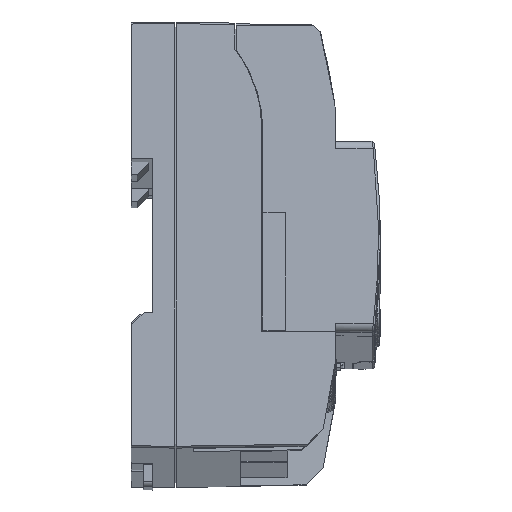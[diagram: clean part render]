
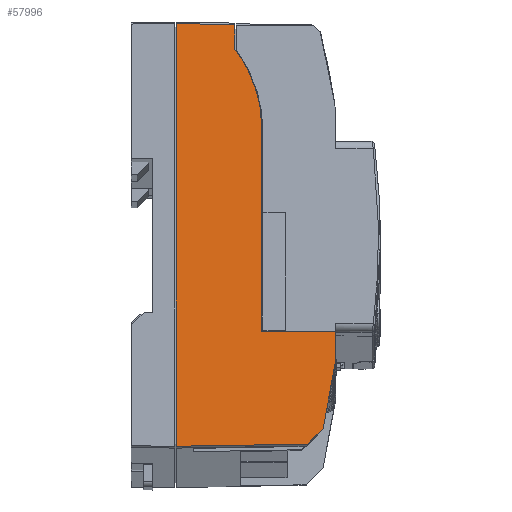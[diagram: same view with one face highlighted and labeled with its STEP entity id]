
A CAD part, front view. The second image highlights one B-rep face of the part: STEP entity #57996.
In plain terms, the highlighted face is planar.
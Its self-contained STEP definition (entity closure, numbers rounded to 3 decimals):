
#6283 = CARTESIAN_POINT ( 'NONE',  ( 37.306, -51.849, -22.624 ) ) ;
#6287 = CARTESIAN_POINT ( 'NONE',  ( 35.63, -51.878, -40.082 ) ) ;
#6290 = DIRECTION ( 'NONE',  ( -1., -0.017, 0.005 ) ) ;
#6292 = CARTESIAN_POINT ( 'NONE',  ( 37.27, -51.849, -29.455 ) ) ;
#6294 = DIRECTION ( 'NONE',  ( 0.005, 0., 1. ) ) ;
#6296 = CARTESIAN_POINT ( 'NONE',  ( 36.604, -51.861, -34.778 ) ) ;
#6297 = CARTESIAN_POINT ( 'NONE',  ( 37.27, -51.849, -29.455 ) ) ;
#6298 = CARTESIAN_POINT ( 'NONE',  ( 0., -52.5, -49.6 ) ) ;
#6299 = CARTESIAN_POINT ( 'NONE',  ( 34.348, -51.9, -45.33 ) ) ;
#6300 = CARTESIAN_POINT ( 'NONE',  ( 30.743, -51.963, -49.063 ) ) ;
#6302 = DIRECTION ( 'NONE',  ( 0.695, 0.012, 0.719 ) ) ;
#6303 = CARTESIAN_POINT ( 'NONE',  ( 13.7, -52.261, 49. ) ) ;
#6306 = DIRECTION ( 'NONE',  ( 1., 0.017, 0.017 ) ) ;
#6307 = CARTESIAN_POINT ( 'NONE',  ( 0., -52.5, 0. ) ) ;
#6309 = DIRECTION ( 'NONE',  ( 0., 0., -1. ) ) ;
#6312 = DIRECTION ( 'NONE',  ( 0., 0., -1. ) ) ;
#6412 = CARTESIAN_POINT ( 'NONE',  ( 13.7, -52.261, 49.361 ) ) ;
#6417 = DIRECTION ( 'NONE',  ( -1., -0.017, 0.017 ) ) ;
#7418 = B_SPLINE_CURVE_WITH_KNOTS ( 'NONE', 3,
 ( #41218, #41216, #41214, #41219, #41220, #41221, #41222, #41223, #41224, #41225 ),
 .UNSPECIFIED., .F., .F.,
 ( 4, 2, 2, 2, 4 ),
 ( 0., 0.25, 0.5, 0.75, 1. ),
 .UNSPECIFIED. ) ;
#14762 = EDGE_CURVE ( 'NONE', #77912, #103145, #7418, .T. ) ;
#18905 = B_SPLINE_CURVE_WITH_KNOTS ( 'NONE', 3,
 ( #6297, #6296, #6287, #6299 ),
 .UNSPECIFIED., .F., .F.,
 ( 4, 4 ),
 ( 0., 1. ),
 .UNSPECIFIED. ) ;
#20562 = EDGE_CURVE ( 'NONE', #77944, #77912, #47831, .T. ) ;
#23480 = VERTEX_POINT ( 'NONE', #57656 ) ;
#23491 = VERTEX_POINT ( 'NONE', #57700 ) ;
#26316 = ORIENTED_EDGE ( 'NONE', *, *, #74886, .F. ) ;
#26318 = ORIENTED_EDGE ( 'NONE', *, *, #74929, .T. ) ;
#26320 = ORIENTED_EDGE ( 'NONE', *, *, #74884, .T. ) ;
#26322 = ORIENTED_EDGE ( 'NONE', *, *, #74882, .T. ) ;
#26324 = ORIENTED_EDGE ( 'NONE', *, *, #74879, .T. ) ;
#26326 = ORIENTED_EDGE ( 'NONE', *, *, #74877, .F. ) ;
#26328 = ORIENTED_EDGE ( 'NONE', *, *, #74875, .T. ) ;
#26330 = ORIENTED_EDGE ( 'NONE', *, *, #74873, .T. ) ;
#26332 = ORIENTED_EDGE ( 'NONE', *, *, #20562, .T. ) ;
#26334 = ORIENTED_EDGE ( 'NONE', *, *, #14762, .T. ) ;
#28955 = EDGE_LOOP ( 'NONE', ( #26316, #26318, #26320, #26322, #26324, #26326, #26328, #26330, #26332, #26334 ) ) ;
#39948 = LINE ( 'NONE', #6283, #39957 ) ;
#39951 = LINE ( 'NONE', #6300, #39960 ) ;
#39956 = LINE ( 'NONE', #6292, #39959 ) ;
#39957 = VECTOR ( 'NONE', #6290, 1000. ) ;
#39959 = VECTOR ( 'NONE', #6294, 1000. ) ;
#39960 = VECTOR ( 'NONE', #6302, 1000. ) ;
#39961 = LINE ( 'NONE', #6298, #39962 ) ;
#39962 = VECTOR ( 'NONE', #6306, 1000. ) ;
#39963 = LINE ( 'NONE', #6307, #39966 ) ;
#39964 = LINE ( 'NONE', #6303, #39968 ) ;
#39966 = VECTOR ( 'NONE', #6309, 1000. ) ;
#39968 = VECTOR ( 'NONE', #6312, 1000. ) ;
#39975 = VECTOR ( 'NONE', #6417, 1000. ) ;
#39991 = LINE ( 'NONE', #6412, #39975 ) ;
#41214 = CARTESIAN_POINT ( 'NONE',  ( 19.864, -52.153, 28.526 ) ) ;
#41216 = CARTESIAN_POINT ( 'NONE',  ( 20., -52.151, 26.891 ) ) ;
#41218 = CARTESIAN_POINT ( 'NONE',  ( 20., -52.151, 25.245 ) ) ;
#41219 = CARTESIAN_POINT ( 'NONE',  ( 19.321, -52.163, 31.772 ) ) ;
#41220 = CARTESIAN_POINT ( 'NONE',  ( 18.917, -52.17, 33.362 ) ) ;
#41221 = CARTESIAN_POINT ( 'NONE',  ( 17.845, -52.189, 36.473 ) ) ;
#41222 = CARTESIAN_POINT ( 'NONE',  ( 17.184, -52.2, 37.974 ) ) ;
#41223 = CARTESIAN_POINT ( 'NONE',  ( 15.613, -52.227, 40.867 ) ) ;
#41224 = CARTESIAN_POINT ( 'NONE',  ( 14.714, -52.243, 42.238 ) ) ;
#41225 = CARTESIAN_POINT ( 'NONE',  ( 13.7, -52.261, 43.535 ) ) ;
#47831 = LINE ( 'NONE', #65586, #47838 ) ;
#47838 = VECTOR ( 'NONE', #65587, 1000. ) ;
#57656 = CARTESIAN_POINT ( 'NONE',  ( 0., -52.5, 49.6 ) ) ;
#57700 = CARTESIAN_POINT ( 'NONE',  ( 13.7, -52.261, 49.361 ) ) ;
#57996 = ADVANCED_FACE ( 'NONE', ( #70145 ), #92099, .T. ) ;
#61151 = CARTESIAN_POINT ( 'NONE',  ( 13.7, -52.261, 43.535 ) ) ;
#65586 = CARTESIAN_POINT ( 'NONE',  ( 20., -52.151, 0. ) ) ;
#65587 = DIRECTION ( 'NONE',  ( 0., 0., 1. ) ) ;
#70145 = FACE_OUTER_BOUND ( 'NONE', #28955, .T. ) ;
#71337 = CARTESIAN_POINT ( 'NONE',  ( 37.306, -51.849, -22.624 ) ) ;
#71354 = CARTESIAN_POINT ( 'NONE',  ( 34.348, -51.9, -45.33 ) ) ;
#71355 = CARTESIAN_POINT ( 'NONE',  ( 30.743, -51.963, -49.063 ) ) ;
#71369 = CARTESIAN_POINT ( 'NONE',  ( 0., -52.5, -49.6 ) ) ;
#71383 = CARTESIAN_POINT ( 'NONE',  ( 37.27, -51.849, -29.455 ) ) ;
#74873 = EDGE_CURVE ( 'NONE', #79367, #77944, #39948, .T. ) ;
#74875 = EDGE_CURVE ( 'NONE', #79393, #79367, #39956, .T. ) ;
#74877 = EDGE_CURVE ( 'NONE', #79393, #79374, #18905, .T. ) ;
#74879 = EDGE_CURVE ( 'NONE', #79376, #79374, #39951, .T. ) ;
#74882 = EDGE_CURVE ( 'NONE', #79385, #79376, #39961, .T. ) ;
#74884 = EDGE_CURVE ( 'NONE', #23480, #79385, #39963, .T. ) ;
#74886 = EDGE_CURVE ( 'NONE', #23491, #103145, #39964, .T. ) ;
#74929 = EDGE_CURVE ( 'NONE', #23491, #23480, #39991, .T. ) ;
#77912 = VERTEX_POINT ( 'NONE', #93069 ) ;
#77944 = VERTEX_POINT ( 'NONE', #93197 ) ;
#79367 = VERTEX_POINT ( 'NONE', #71337 ) ;
#79374 = VERTEX_POINT ( 'NONE', #71354 ) ;
#79376 = VERTEX_POINT ( 'NONE', #71355 ) ;
#79385 = VERTEX_POINT ( 'NONE', #71369 ) ;
#79393 = VERTEX_POINT ( 'NONE', #71383 ) ;
#92088 = CARTESIAN_POINT ( 'NONE',  ( 0., -52.5, 0. ) ) ;
#92099 = PLANE ( 'NONE',  #110274 ) ;
#92105 = DIRECTION ( 'NONE',  ( 0.017, -1., 0. ) ) ;
#92107 = DIRECTION ( 'NONE',  ( 1., 0.017, 0. ) ) ;
#93069 = CARTESIAN_POINT ( 'NONE',  ( 20., -52.151, 25.245 ) ) ;
#93197 = CARTESIAN_POINT ( 'NONE',  ( 20., -52.151, -22.534 ) ) ;
#103145 = VERTEX_POINT ( 'NONE', #61151 ) ;
#110274 = AXIS2_PLACEMENT_3D ( 'NONE', #92088, #92105, #92107 ) ;
